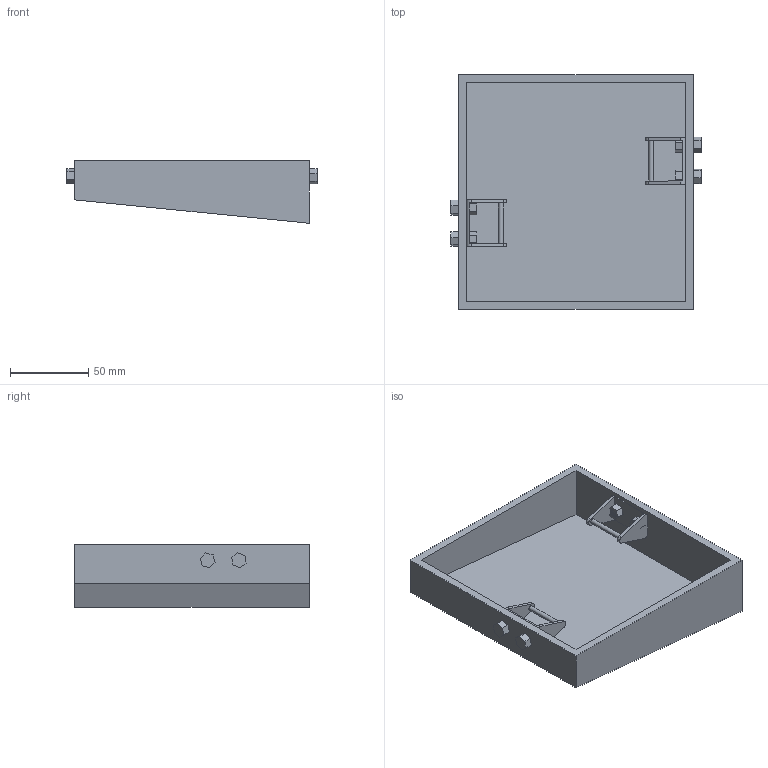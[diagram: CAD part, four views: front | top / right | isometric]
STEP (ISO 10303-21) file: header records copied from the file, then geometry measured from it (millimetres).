
FILE_DESCRIPTION (( 'STEP AP203' ), '1' );
FILE_NAME ('Elevator Assembly.STEP', '2022-02-24T09:33:39', ( '' ), ( '' ), 'SwSTEP 2.0', 'SolidWorks 2018', '' );
FILE_SCHEMA (( 'CONFIG_CONTROL_DESIGN' ));
Length unit declared in the file: inch
Products named in the file (5): Elevator; Coupler-shaft; Elevator Assembly; M5 Screw; M5 Nut
Assembly tree (11 placements, depth 2):
  Elevator Assembly
    Elevator
    Coupler-shaft  x2
    M5 Screw  x4
    M5 Nut  x4
Bounding box: 160 x 150 x 40 mm (x, y, z)
Volume: 199169.2 mm3; surface area: 88673 mm2
Topology: 11 solids, 11 shells, 267 faces, 692 edges, 452 vertices
Faces by surface type: cylinder 132, plane 111, bspline 24
Entity records: 5177 total; most frequent: CARTESIAN_POINT 2265, ORIENTED_EDGE 478, DIRECTION 440, EDGE_CURVE 239, VERTEX_POINT 157, AXIS2_PLACEMENT_3D 152, VECTOR 136, LINE 136
